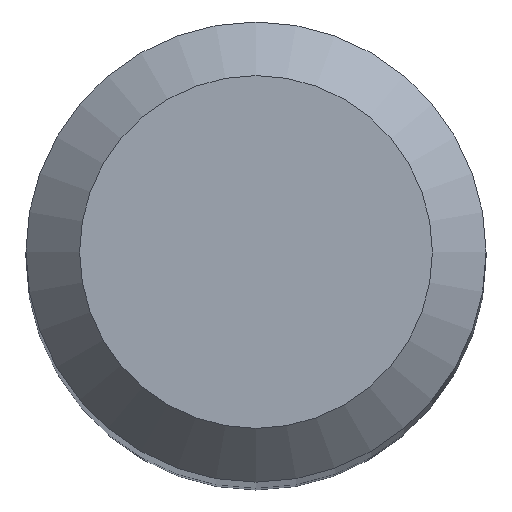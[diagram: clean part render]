
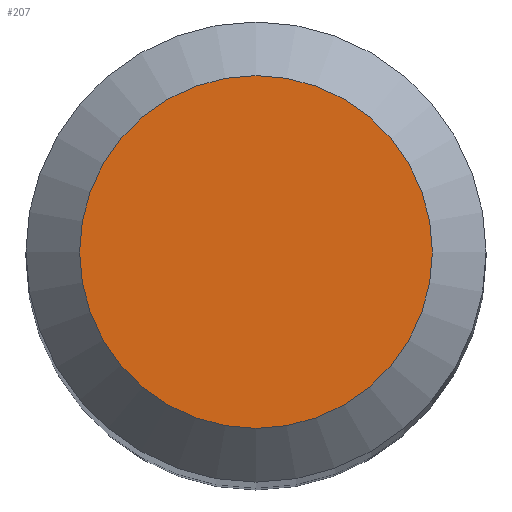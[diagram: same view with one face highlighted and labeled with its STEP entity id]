
A CAD part, top view. The second image highlights one B-rep face of the part: STEP entity #207.
In plain terms, the highlighted planar face has unit normal (0, 0, 1).
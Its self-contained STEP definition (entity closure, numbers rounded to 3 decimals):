
#1 = FACE_OUTER_BOUND ( 'NONE', #136, .T. ) ;
#25 = DIRECTION ( 'NONE',  ( 0., 1., 0. ) ) ;
#26 = PLANE ( 'NONE',  #211 ) ;
#57 = EDGE_CURVE ( 'NONE', #152, #152, #159, .T. ) ;
#75 = DIRECTION ( 'NONE',  ( 0., 0., -1. ) ) ;
#136 = EDGE_LOOP ( 'NONE', ( #197 ) ) ;
#151 = CARTESIAN_POINT ( 'NONE',  ( 0., 2.3, 89. ) ) ;
#152 = VERTEX_POINT ( 'NONE', #151 ) ;
#155 = DIRECTION ( 'NONE',  ( 0., 0., -1. ) ) ;
#159 = CIRCLE ( 'NONE', #184, 2.3 ) ;
#184 = AXIS2_PLACEMENT_3D ( 'NONE', #190, #155, #25 ) ;
#190 = CARTESIAN_POINT ( 'NONE',  ( 0., 0., 89. ) ) ;
#197 = ORIENTED_EDGE ( 'NONE', *, *, #57, .F. ) ;
#207 = ADVANCED_FACE ( 'NONE', ( #1 ), #26, .F. ) ;
#211 = AXIS2_PLACEMENT_3D ( 'NONE', #225, #75, #242 ) ;
#225 = CARTESIAN_POINT ( 'NONE',  ( 0., 0., 89. ) ) ;
#242 = DIRECTION ( 'NONE',  ( 0., 1., 0. ) ) ;
